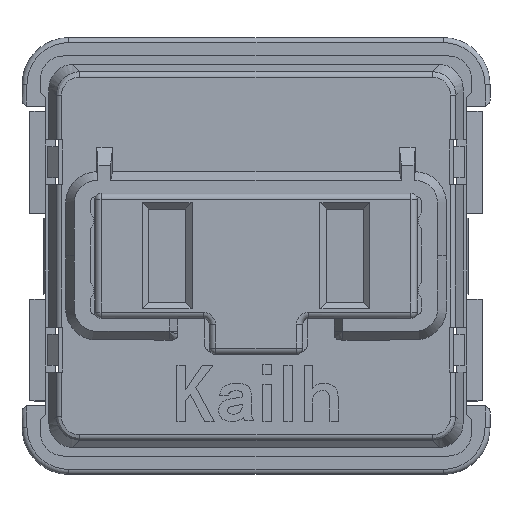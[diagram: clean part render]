
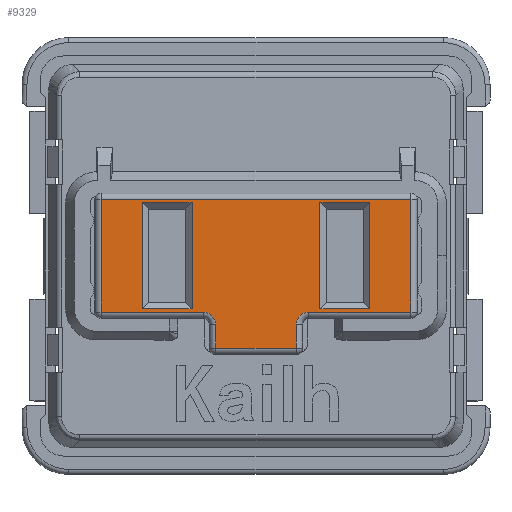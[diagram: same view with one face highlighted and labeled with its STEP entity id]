
A CAD part, top view. The second image highlights one B-rep face of the part: STEP entity #9329.
In plain terms, the highlighted planar face has unit normal (0, 0, 1).
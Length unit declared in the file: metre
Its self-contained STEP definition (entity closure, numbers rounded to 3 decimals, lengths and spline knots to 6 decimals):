
#397=B_SPLINE_CURVE_WITH_KNOTS('',3,(#16058,#16059,#16060,#16061),
 .UNSPECIFIED.,.F.,.F.,(4,4),(0.,1.),.UNSPECIFIED.);
#398=B_SPLINE_CURVE_WITH_KNOTS('',3,(#16069,#16070,#16071,#16072),
 .UNSPECIFIED.,.F.,.F.,(4,4),(0.,1.),.UNSPECIFIED.);
#2951=ORIENTED_EDGE('',*,*,#4396,.F.);
#2952=ORIENTED_EDGE('',*,*,#4397,.T.);
#2953=ORIENTED_EDGE('',*,*,#4398,.F.);
#2954=ORIENTED_EDGE('',*,*,#4399,.F.);
#2955=ORIENTED_EDGE('',*,*,#4400,.T.);
#2956=ORIENTED_EDGE('',*,*,#4401,.F.);
#2957=ORIENTED_EDGE('',*,*,#4402,.F.);
#2958=ORIENTED_EDGE('',*,*,#4403,.F.);
#2959=ORIENTED_EDGE('',*,*,#4404,.T.);
#2960=ORIENTED_EDGE('',*,*,#4405,.F.);
#2961=ORIENTED_EDGE('',*,*,#4406,.T.);
#2962=ORIENTED_EDGE('',*,*,#4407,.T.);
#2963=ORIENTED_EDGE('',*,*,#4408,.T.);
#2964=ORIENTED_EDGE('',*,*,#4409,.T.);
#2965=ORIENTED_EDGE('',*,*,#4410,.T.);
#2966=ORIENTED_EDGE('',*,*,#4411,.T.);
#2967=ORIENTED_EDGE('',*,*,#4412,.T.);
#2968=ORIENTED_EDGE('',*,*,#4413,.T.);
#4396=EDGE_CURVE('',#5298,#5299,#6376,.T.);
#4397=EDGE_CURVE('',#5298,#5300,#6377,.T.);
#4398=EDGE_CURVE('',#5301,#5300,#6378,.T.);
#4399=EDGE_CURVE('',#5302,#5301,#6379,.T.);
#4400=EDGE_CURVE('',#5302,#5303,#397,.T.);
#4401=EDGE_CURVE('',#5304,#5303,#6380,.T.);
#4402=EDGE_CURVE('',#5305,#5304,#6381,.T.);
#4403=EDGE_CURVE('',#5306,#5305,#6382,.T.);
#4404=EDGE_CURVE('',#5306,#5307,#398,.T.);
#4405=EDGE_CURVE('',#5299,#5307,#6383,.T.);
#4406=EDGE_CURVE('',#5308,#5309,#6384,.T.);
#4407=EDGE_CURVE('',#5309,#5310,#6385,.T.);
#4408=EDGE_CURVE('',#5310,#5311,#6386,.T.);
#4409=EDGE_CURVE('',#5311,#5308,#6387,.T.);
#4410=EDGE_CURVE('',#5312,#5313,#6388,.T.);
#4411=EDGE_CURVE('',#5313,#5314,#6389,.T.);
#4412=EDGE_CURVE('',#5314,#5315,#6390,.T.);
#4413=EDGE_CURVE('',#5315,#5312,#6391,.T.);
#5298=VERTEX_POINT('',#16050);
#5299=VERTEX_POINT('',#16051);
#5300=VERTEX_POINT('',#16053);
#5301=VERTEX_POINT('',#16055);
#5302=VERTEX_POINT('',#16057);
#5303=VERTEX_POINT('',#16062);
#5304=VERTEX_POINT('',#16064);
#5305=VERTEX_POINT('',#16066);
#5306=VERTEX_POINT('',#16068);
#5307=VERTEX_POINT('',#16073);
#5308=VERTEX_POINT('',#16076);
#5309=VERTEX_POINT('',#16077);
#5310=VERTEX_POINT('',#16079);
#5311=VERTEX_POINT('',#16081);
#5312=VERTEX_POINT('',#16084);
#5313=VERTEX_POINT('',#16085);
#5314=VERTEX_POINT('',#16087);
#5315=VERTEX_POINT('',#16089);
#6376=LINE('',#16049,#7460);
#6377=LINE('',#16052,#7461);
#6378=LINE('',#16054,#7462);
#6379=LINE('',#16056,#7463);
#6380=LINE('',#16063,#7464);
#6381=LINE('',#16065,#7465);
#6382=LINE('',#16067,#7466);
#6383=LINE('',#16074,#7467);
#6384=LINE('',#16075,#7468);
#6385=LINE('',#16078,#7469);
#6386=LINE('',#16080,#7470);
#6387=LINE('',#16082,#7471);
#6388=LINE('',#16083,#7472);
#6389=LINE('',#16086,#7473);
#6390=LINE('',#16088,#7474);
#6391=LINE('',#16090,#7475);
#7460=VECTOR('',#12300,1.);
#7461=VECTOR('',#12301,1.);
#7462=VECTOR('',#12302,1.);
#7463=VECTOR('',#12303,1.);
#7464=VECTOR('',#12304,1.);
#7465=VECTOR('',#12305,1.);
#7466=VECTOR('',#12306,1.);
#7467=VECTOR('',#12307,1.);
#7468=VECTOR('',#12308,1.);
#7469=VECTOR('',#12309,1.);
#7470=VECTOR('',#12310,1.);
#7471=VECTOR('',#12311,1.);
#7472=VECTOR('',#12312,1.);
#7473=VECTOR('',#12313,1.);
#7474=VECTOR('',#12314,1.);
#7475=VECTOR('',#12315,1.);
#7958=EDGE_LOOP('',(#2951,#2952,#2953,#2954,#2955,#2956,#2957,#2958,#2959,
#2960));
#7959=EDGE_LOOP('',(#2961,#2962,#2963,#2964));
#7960=EDGE_LOOP('',(#2965,#2966,#2967,#2968));
#8467=FACE_BOUND('',#7958,.T.);
#8468=FACE_BOUND('',#7959,.T.);
#8469=FACE_BOUND('',#7960,.T.);
#8861=PLANE('',#10026);
#9329=ADVANCED_FACE('',(#8467,#8468,#8469),#8861,.T.);
#10026=AXIS2_PLACEMENT_3D('',#16048,#12298,#12299);
#12298=DIRECTION('',(0.,0.,1.));
#12299=DIRECTION('',(1.,0.,0.));
#12300=DIRECTION('',(0.,-1.,0.));
#12301=DIRECTION('',(-1.,0.,0.));
#12302=DIRECTION('',(0.,1.,0.));
#12303=DIRECTION('',(-1.,0.,0.));
#12304=DIRECTION('',(0.,1.,0.));
#12305=DIRECTION('',(-1.,0.,0.));
#12306=DIRECTION('',(0.,-1.,0.));
#12307=DIRECTION('',(-1.,0.,0.));
#12308=DIRECTION('',(0.,1.,0.));
#12309=DIRECTION('',(1.,0.,0.));
#12310=DIRECTION('',(0.,-1.,0.));
#12311=DIRECTION('',(-1.,0.,0.));
#12312=DIRECTION('',(-1.,0.,0.));
#12313=DIRECTION('',(0.,1.,0.));
#12314=DIRECTION('',(1.,0.,0.));
#12315=DIRECTION('',(0.,-1.,0.));
#16048=CARTESIAN_POINT('',(-0.004966,-0.00296,0.005742));
#16049=CARTESIAN_POINT('',(0.004966,0.,0.005742));
#16050=CARTESIAN_POINT('',(0.004966,0.001803,0.005742));
#16051=CARTESIAN_POINT('',(0.004966,-0.001803,0.005742));
#16052=CARTESIAN_POINT('',(-0.004966,0.001803,0.005742));
#16053=CARTESIAN_POINT('',(-0.004966,0.001803,0.005742));
#16054=CARTESIAN_POINT('',(-0.004966,0.,0.005742));
#16055=CARTESIAN_POINT('',(-0.004966,-0.001803,0.005742));
#16056=CARTESIAN_POINT('',(-0.003329,-0.001803,0.005742));
#16057=CARTESIAN_POINT('',(-0.001692,-0.001803,0.005742));
#16058=CARTESIAN_POINT('',(-0.001692,-0.001803,0.005742));
#16059=CARTESIAN_POINT('',(-0.001486,-0.001802,0.005742));
#16060=CARTESIAN_POINT('',(-0.00129,-0.001992,0.005742));
#16061=CARTESIAN_POINT('',(-0.001292,-0.002203,0.005742));
#16062=CARTESIAN_POINT('',(-0.001292,-0.002203,0.005742));
#16063=CARTESIAN_POINT('',(-0.001292,-0.002582,0.005742));
#16064=CARTESIAN_POINT('',(-0.001292,-0.00296,0.005742));
#16065=CARTESIAN_POINT('',(0.,-0.00296,0.005742));
#16066=CARTESIAN_POINT('',(0.001292,-0.00296,0.005742));
#16067=CARTESIAN_POINT('',(0.001292,-0.002582,0.005742));
#16068=CARTESIAN_POINT('',(0.001292,-0.002203,0.005742));
#16069=CARTESIAN_POINT('',(0.001292,-0.002203,0.005742));
#16070=CARTESIAN_POINT('',(0.00129,-0.001997,0.005742));
#16071=CARTESIAN_POINT('',(0.001481,-0.001802,0.005742));
#16072=CARTESIAN_POINT('',(0.001692,-0.001803,0.005742));
#16073=CARTESIAN_POINT('',(0.001692,-0.001803,0.005742));
#16074=CARTESIAN_POINT('',(0.003329,-0.001803,0.005742));
#16075=CARTESIAN_POINT('',(0.00205,-0.00321,0.005742));
#16076=CARTESIAN_POINT('',(0.00205,-0.0017,0.005742));
#16077=CARTESIAN_POINT('',(0.00205,0.0017,0.005742));
#16078=CARTESIAN_POINT('',(-0.004966,0.0017,0.005742));
#16079=CARTESIAN_POINT('',(0.00365,0.0017,0.005742));
#16080=CARTESIAN_POINT('',(0.00365,-0.00321,0.005742));
#16081=CARTESIAN_POINT('',(0.00365,-0.0017,0.005742));
#16082=CARTESIAN_POINT('',(-0.004966,-0.0017,0.005742));
#16083=CARTESIAN_POINT('',(-0.004966,-0.0017,0.005742));
#16084=CARTESIAN_POINT('',(-0.00205,-0.0017,0.005742));
#16085=CARTESIAN_POINT('',(-0.00365,-0.0017,0.005742));
#16086=CARTESIAN_POINT('',(-0.00365,-0.00321,0.005742));
#16087=CARTESIAN_POINT('',(-0.00365,0.0017,0.005742));
#16088=CARTESIAN_POINT('',(-0.004966,0.0017,0.005742));
#16089=CARTESIAN_POINT('',(-0.00205,0.0017,0.005742));
#16090=CARTESIAN_POINT('',(-0.00205,-0.00321,0.005742));
